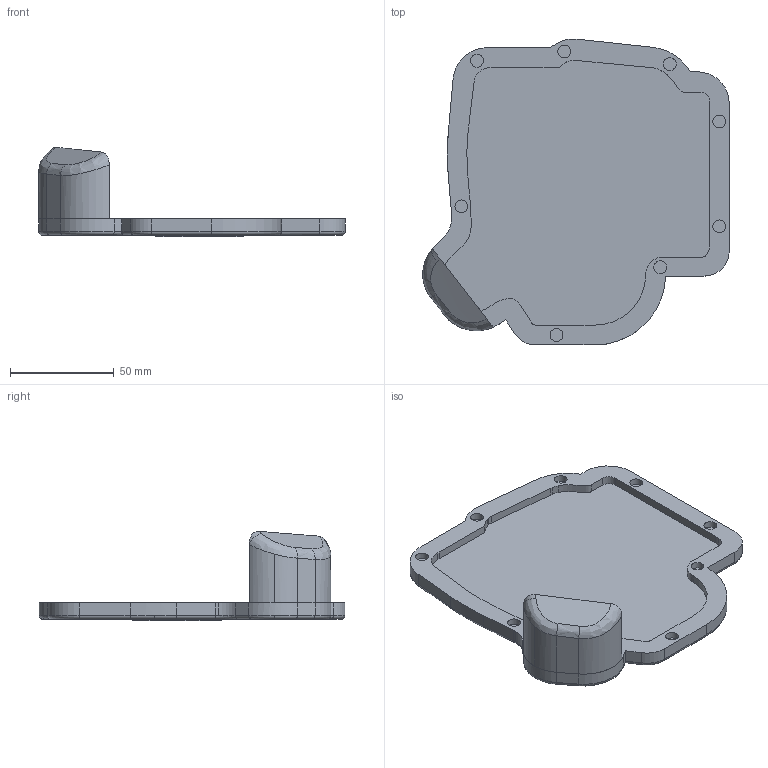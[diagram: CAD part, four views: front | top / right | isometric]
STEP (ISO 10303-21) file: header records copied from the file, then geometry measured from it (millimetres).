
FILE_DESCRIPTION(('HOOPS Exchange Step'),'2;1');
FILE_NAME('temp_export','2024-12-17T21:47:52+01:00',('mobile'),('Shapr3D Limited'),'HOOPS Exchange 2024.6','Shapr3D','Authorized');
FILE_SCHEMA( ('AP242_MANAGED_MODEL_BASED_3D_ENGINEERING_MIM_LF {1 0 10303 442 1 1 4 }') );
Length unit declared in the file: millimetre
Products named in the file (2): QR; Charybdis_nano_Right_Bottom_Flanged
Assembly tree (1 placements, depth 2):
  Charybdis_nano_Right_Bottom_Flanged
    QR
Bounding box: 147.89 x 147.6 x 43.08 mm (x, y, z)
Volume: 102304.2 mm3; surface area: 52556.2 mm2
Topology: 43 solids, 43 shells, 1115 faces, 3042 edges, 2026 vertices
Faces by surface type: bspline 694, plane 238, cylinder 170, torus 13
Full cylindrical faces by diameter (mm): 6.2 x10
Entity records: 42187 total; most frequent: CARTESIAN_POINT 18278, ORIENTED_EDGE 6084, EDGE_CURVE 3042, DIRECTION 2869, VERTEX_POINT 2026, B_SPLINE_CURVE_WITH_KNOTS 1390, VECTOR 1277, LINE 1277
